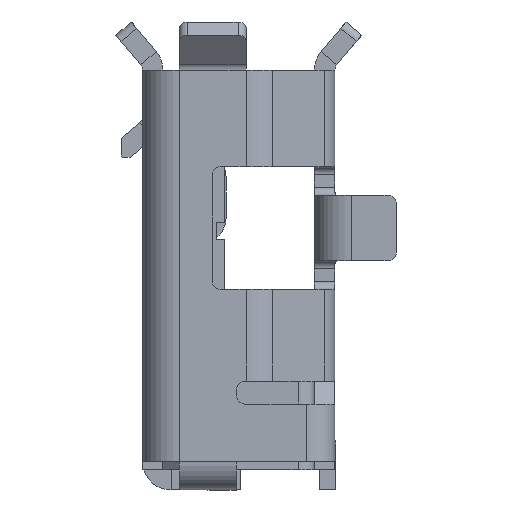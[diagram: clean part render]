
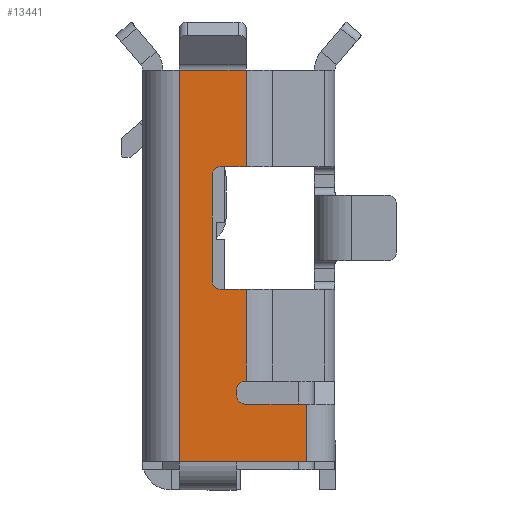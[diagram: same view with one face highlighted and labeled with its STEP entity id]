
A CAD part, left-side view. The second image highlights one B-rep face of the part: STEP entity #13441.
In plain terms, the highlighted planar face has unit normal (-1, 0, 0).
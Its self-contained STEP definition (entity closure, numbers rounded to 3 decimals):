
#56 = VECTOR ( 'NONE', #8441, 1000. ) ;
#57 = PLANE ( 'NONE',  #6415 ) ;
#111 = EDGE_CURVE ( 'NONE', #15287, #15329, #9461, .T. ) ;
#215 = CARTESIAN_POINT ( 'NONE',  ( -3.7, -0.175, 4.78 ) ) ;
#295 = CARTESIAN_POINT ( 'NONE',  ( -3.7, 0.725, 4.78 ) ) ;
#320 = EDGE_CURVE ( 'NONE', #11265, #5078, #15101, .T. ) ;
#399 = EDGE_CURVE ( 'NONE', #5582, #15287, #12672, .T. ) ;
#604 = VECTOR ( 'NONE', #12751, 1000. ) ;
#625 = ORIENTED_EDGE ( 'NONE', *, *, #7773, .T. ) ;
#821 = ORIENTED_EDGE ( 'NONE', *, *, #8025, .F. ) ;
#880 = VERTEX_POINT ( 'NONE', #6905 ) ;
#965 = ORIENTED_EDGE ( 'NONE', *, *, #8979, .F. ) ;
#1004 = LINE ( 'NONE', #4525, #2926 ) ;
#1023 = CARTESIAN_POINT ( 'NONE',  ( -3.7, 0.725, 0. ) ) ;
#1141 = DIRECTION ( 'NONE',  ( 0., -1., 0. ) ) ;
#1341 = ORIENTED_EDGE ( 'NONE', *, *, #3446, .T. ) ;
#1584 = DIRECTION ( 'NONE',  ( 1., 0., 0. ) ) ;
#1655 = ORIENTED_EDGE ( 'NONE', *, *, #14016, .F. ) ;
#2196 = CARTESIAN_POINT ( 'NONE',  ( -3.7, -0.175, 3.6 ) ) ;
#2449 = DIRECTION ( 'NONE',  ( 0., 1., 0. ) ) ;
#2683 = DIRECTION ( 'NONE',  ( 0., 0., -1. ) ) ;
#2766 = EDGE_CURVE ( 'NONE', #12070, #6906, #4979, .T. ) ;
#2782 = EDGE_CURVE ( 'NONE', #880, #5904, #6363, .T. ) ;
#2820 = VERTEX_POINT ( 'NONE', #4013 ) ;
#2865 = CARTESIAN_POINT ( 'NONE',  ( -3.7, -0.175, 4.78 ) ) ;
#2926 = VECTOR ( 'NONE', #15366, 1000. ) ;
#3015 = EDGE_LOOP ( 'NONE', ( #965, #13215, #1341, #9703, #14389, #9350, #10604, #821, #14621, #13200, #11238, #625, #9148, #13037, #1655, #15487, #14050 ) ) ;
#3110 = LINE ( 'NONE', #6724, #4951 ) ;
#3261 = EDGE_CURVE ( 'NONE', #8293, #12138, #13041, .T. ) ;
#3419 = EDGE_CURVE ( 'NONE', #5697, #15329, #5548, .T. ) ;
#3446 = EDGE_CURVE ( 'NONE', #5078, #11788, #7239, .T. ) ;
#3556 = LINE ( 'NONE', #10711, #6434 ) ;
#3613 = CARTESIAN_POINT ( 'NONE',  ( -3.7, -0.825, 0.7 ) ) ;
#3719 = AXIS2_PLACEMENT_3D ( 'NONE', #10654, #15453, #11607 ) ;
#3836 = CARTESIAN_POINT ( 'NONE',  ( -3.7, 0.025, 0. ) ) ;
#3872 = VECTOR ( 'NONE', #10229, 1000. ) ;
#3905 = VERTEX_POINT ( 'NONE', #15248 ) ;
#3947 = EDGE_CURVE ( 'NONE', #3905, #12070, #5657, .T. ) ;
#4013 = CARTESIAN_POINT ( 'NONE',  ( -3.7, -0.092, 0.98 ) ) ;
#4405 = CARTESIAN_POINT ( 'NONE',  ( -3.7, -0.092, 2.1 ) ) ;
#4525 = CARTESIAN_POINT ( 'NONE',  ( -3.7, -0.825, 0. ) ) ;
#4532 = VERTEX_POINT ( 'NONE', #9521 ) ;
#4534 = DIRECTION ( 'NONE',  ( 0., 1., 0. ) ) ;
#4951 = VECTOR ( 'NONE', #11521, 1000. ) ;
#4979 = CIRCLE ( 'NONE', #13764, 0.1 ) ;
#5078 = VERTEX_POINT ( 'NONE', #7354 ) ;
#5220 = VECTOR ( 'NONE', #4534, 1000. ) ;
#5548 = LINE ( 'NONE', #8064, #5220 ) ;
#5582 = VERTEX_POINT ( 'NONE', #295 ) ;
#5657 = LINE ( 'NONE', #3613, #15098 ) ;
#5697 = VERTEX_POINT ( 'NONE', #14546 ) ;
#5816 = VERTEX_POINT ( 'NONE', #8870 ) ;
#5904 = VERTEX_POINT ( 'NONE', #8308 ) ;
#6007 = DIRECTION ( 'NONE',  ( 0., 0., -1. ) ) ;
#6052 = CARTESIAN_POINT ( 'NONE',  ( -3.7, -0.075, 0.8 ) ) ;
#6145 = DIRECTION ( 'NONE',  ( 1., 0., 0. ) ) ;
#6306 = EDGE_CURVE ( 'NONE', #5816, #4532, #10922, .T. ) ;
#6314 = FACE_OUTER_BOUND ( 'NONE', #3015, .T. ) ;
#6363 = LINE ( 'NONE', #11157, #15517 ) ;
#6415 = AXIS2_PLACEMENT_3D ( 'NONE', #215, #8520, #6007 ) ;
#6434 = VECTOR ( 'NONE', #15500, 1000. ) ;
#6724 = CARTESIAN_POINT ( 'NONE',  ( -3.7, 0.025, 0.98 ) ) ;
#6905 = CARTESIAN_POINT ( 'NONE',  ( -3.7, -0.092, 4.78 ) ) ;
#6906 = VERTEX_POINT ( 'NONE', #12403 ) ;
#7239 = CIRCLE ( 'NONE', #3719, 0.1 ) ;
#7289 = VECTOR ( 'NONE', #11775, 1000. ) ;
#7354 = CARTESIAN_POINT ( 'NONE',  ( -3.7, 0.225, 2.1 ) ) ;
#7407 = DIRECTION ( 'NONE',  ( 0., 0., -1. ) ) ;
#7773 = EDGE_CURVE ( 'NONE', #5697, #3905, #1004, .T. ) ;
#8025 = EDGE_CURVE ( 'NONE', #5582, #880, #10017, .T. ) ;
#8064 = CARTESIAN_POINT ( 'NONE',  ( -3.7, -0.825, 0. ) ) ;
#8293 = VERTEX_POINT ( 'NONE', #13309 ) ;
#8308 = CARTESIAN_POINT ( 'NONE',  ( -3.7, -0.092, 3.6 ) ) ;
#8441 = DIRECTION ( 'NONE',  ( 0., 0., -1. ) ) ;
#8507 = CARTESIAN_POINT ( 'NONE',  ( -3.7, -0.075, 0.88 ) ) ;
#8520 = DIRECTION ( 'NONE',  ( 1., 0., 0. ) ) ;
#8620 = VECTOR ( 'NONE', #1141, 1000. ) ;
#8870 = CARTESIAN_POINT ( 'NONE',  ( -3.7, 0.025, 0.88 ) ) ;
#8979 = EDGE_CURVE ( 'NONE', #11265, #2820, #10090, .T. ) ;
#9148 = ORIENTED_EDGE ( 'NONE', *, *, #3947, .T. ) ;
#9350 = ORIENTED_EDGE ( 'NONE', *, *, #15283, .T. ) ;
#9461 = LINE ( 'NONE', #14259, #8620 ) ;
#9521 = CARTESIAN_POINT ( 'NONE',  ( -3.7, -0.075, 0.98 ) ) ;
#9703 = ORIENTED_EDGE ( 'NONE', *, *, #11539, .F. ) ;
#9767 = AXIS2_PLACEMENT_3D ( 'NONE', #12483, #10195, #11225 ) ;
#10017 = LINE ( 'NONE', #2865, #11930 ) ;
#10090 = LINE ( 'NONE', #14811, #12900 ) ;
#10170 = AXIS2_PLACEMENT_3D ( 'NONE', #8507, #6145, #7407 ) ;
#10195 = DIRECTION ( 'NONE',  ( 1., 0., 0. ) ) ;
#10229 = DIRECTION ( 'NONE',  ( 0., 0., -1. ) ) ;
#10234 = CARTESIAN_POINT ( 'NONE',  ( -3.7, 0.325, 2.2 ) ) ;
#10604 = ORIENTED_EDGE ( 'NONE', *, *, #2782, .F. ) ;
#10654 = CARTESIAN_POINT ( 'NONE',  ( -3.7, 0.225, 2.2 ) ) ;
#10711 = CARTESIAN_POINT ( 'NONE',  ( -3.7, 0.025, 0. ) ) ;
#10793 = CARTESIAN_POINT ( 'NONE',  ( -3.7, 0.225, 3.6 ) ) ;
#10922 = CIRCLE ( 'NONE', #10170, 0.1 ) ;
#11010 = DIRECTION ( 'NONE',  ( 0., 0., -1. ) ) ;
#11157 = CARTESIAN_POINT ( 'NONE',  ( -3.7, -0.092, 4.78 ) ) ;
#11225 = DIRECTION ( 'NONE',  ( 0., 0., -1. ) ) ;
#11238 = ORIENTED_EDGE ( 'NONE', *, *, #3419, .F. ) ;
#11265 = VERTEX_POINT ( 'NONE', #4405 ) ;
#11521 = DIRECTION ( 'NONE',  ( 0., -1., 0. ) ) ;
#11539 = EDGE_CURVE ( 'NONE', #8293, #11788, #15282, .T. ) ;
#11607 = DIRECTION ( 'NONE',  ( 0., 0., -1. ) ) ;
#11775 = DIRECTION ( 'NONE',  ( 0., -1., 0. ) ) ;
#11788 = VERTEX_POINT ( 'NONE', #10234 ) ;
#11930 = VECTOR ( 'NONE', #14809, 1000. ) ;
#12070 = VERTEX_POINT ( 'NONE', #14889 ) ;
#12138 = VERTEX_POINT ( 'NONE', #10793 ) ;
#12403 = CARTESIAN_POINT ( 'NONE',  ( -3.7, 0.025, 0.8 ) ) ;
#12483 = CARTESIAN_POINT ( 'NONE',  ( -3.7, 0.225, 3.5 ) ) ;
#12672 = LINE ( 'NONE', #15183, #3872 ) ;
#12751 = DIRECTION ( 'NONE',  ( 0., 1., 0. ) ) ;
#12882 = LINE ( 'NONE', #2196, #7289 ) ;
#12900 = VECTOR ( 'NONE', #14888, 1000. ) ;
#13037 = ORIENTED_EDGE ( 'NONE', *, *, #2766, .T. ) ;
#13041 = CIRCLE ( 'NONE', #9767, 0.1 ) ;
#13173 = EDGE_CURVE ( 'NONE', #4532, #2820, #3110, .T. ) ;
#13200 = ORIENTED_EDGE ( 'NONE', *, *, #111, .T. ) ;
#13215 = ORIENTED_EDGE ( 'NONE', *, *, #320, .T. ) ;
#13309 = CARTESIAN_POINT ( 'NONE',  ( -3.7, 0.325, 3.5 ) ) ;
#13441 = ADVANCED_FACE ( 'NONE', ( #6314 ), #57, .F. ) ;
#13764 = AXIS2_PLACEMENT_3D ( 'NONE', #6052, #1584, #11010 ) ;
#14007 = CARTESIAN_POINT ( 'NONE',  ( -3.7, -0.175, 2.1 ) ) ;
#14016 = EDGE_CURVE ( 'NONE', #5816, #6906, #3556, .T. ) ;
#14050 = ORIENTED_EDGE ( 'NONE', *, *, #13173, .T. ) ;
#14259 = CARTESIAN_POINT ( 'NONE',  ( -3.7, -0.175, 0. ) ) ;
#14389 = ORIENTED_EDGE ( 'NONE', *, *, #3261, .T. ) ;
#14419 = CARTESIAN_POINT ( 'NONE',  ( -3.7, 0.325, 4.78 ) ) ;
#14546 = CARTESIAN_POINT ( 'NONE',  ( -3.7, -0.825, 0. ) ) ;
#14621 = ORIENTED_EDGE ( 'NONE', *, *, #399, .T. ) ;
#14809 = DIRECTION ( 'NONE',  ( 0., -1., 0. ) ) ;
#14811 = CARTESIAN_POINT ( 'NONE',  ( -3.7, -0.092, 4.78 ) ) ;
#14888 = DIRECTION ( 'NONE',  ( 0., 0., -1. ) ) ;
#14889 = CARTESIAN_POINT ( 'NONE',  ( -3.7, -0.075, 0.7 ) ) ;
#15098 = VECTOR ( 'NONE', #2449, 1000. ) ;
#15101 = LINE ( 'NONE', #14007, #604 ) ;
#15183 = CARTESIAN_POINT ( 'NONE',  ( -3.7, 0.725, 4.78 ) ) ;
#15248 = CARTESIAN_POINT ( 'NONE',  ( -3.7, -0.825, 0.7 ) ) ;
#15282 = LINE ( 'NONE', #14419, #56 ) ;
#15283 = EDGE_CURVE ( 'NONE', #12138, #5904, #12882, .T. ) ;
#15287 = VERTEX_POINT ( 'NONE', #1023 ) ;
#15329 = VERTEX_POINT ( 'NONE', #3836 ) ;
#15366 = DIRECTION ( 'NONE',  ( 0., 0., 1. ) ) ;
#15453 = DIRECTION ( 'NONE',  ( 1., 0., 0. ) ) ;
#15487 = ORIENTED_EDGE ( 'NONE', *, *, #6306, .T. ) ;
#15500 = DIRECTION ( 'NONE',  ( 0., 0., -1. ) ) ;
#15517 = VECTOR ( 'NONE', #2683, 1000. ) ;
